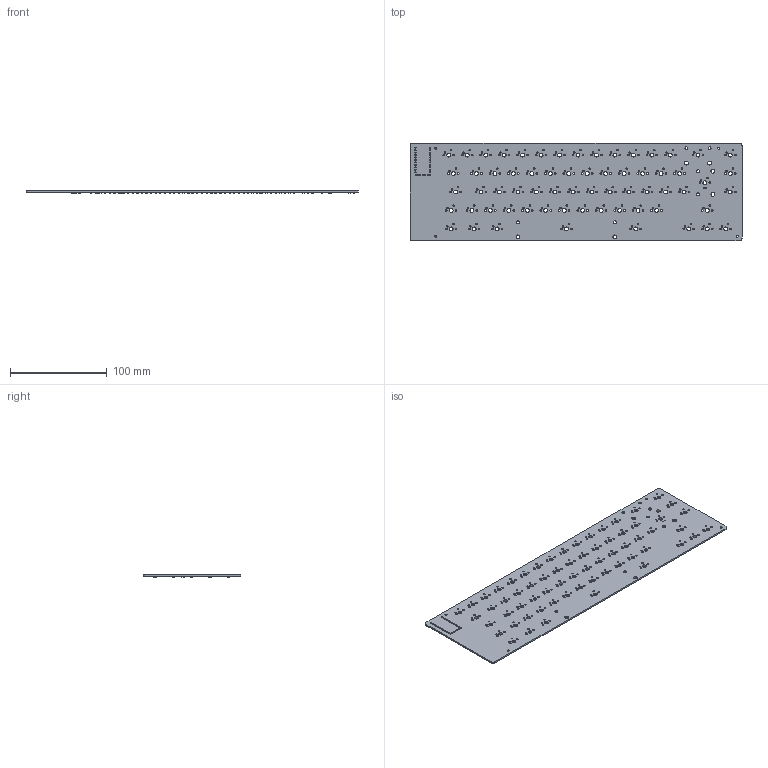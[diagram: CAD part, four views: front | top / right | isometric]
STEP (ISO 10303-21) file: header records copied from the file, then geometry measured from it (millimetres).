
FILE_DESCRIPTION(('KiCad electronic assembly'),'2;1');
FILE_NAME('rabbitholev21.step','2021-03-29T14:42:52',('An Author'),( 'A Company'),'Open CASCADE STEP processor 6.9', 'KiCad to STEP converter','Unknown');
FILE_SCHEMA(('AUTOMOTIVE_DESIGN { 1 0 10303 214 1 1 1 1 }'));
Length unit declared in the file: millimetre
Products named in the file (4): Open CASCADE STEP translator 6.9 1; D_SOD-123; SOLID; COMPOUND
Assembly tree (67 placements, depth 3):
  Open CASCADE STEP translator 6.9 1
    D_SOD-123  x65
      SOLID
    COMPOUND
Bounding box: 342.58 x 100.33 x 2.9 mm (x, y, z)
Volume: 52891.5 mm3; surface area: 72280.6 mm2
Topology: 66 solids, 66 shells, 4744 faces, 11301 edges, 6754 vertices
Faces by surface type: plane 2158, bspline 1690, cylinder 896
Full cylindrical faces by diameter (mm): 1.04 x2, 1.092 x29, 1.47 x130, 1.75 x130, 2.2 x4, 3.048 x6, 3.988 x71
Entity records: 35002 total; most frequent: DIRECTION 5629, CARTESIAN_POINT 5545, ORIENTED_EDGE 2634, PCURVE 2634, DEFINITIONAL_REPRESENTATION 2634, LINE 2337, VECTOR 2337, CIRCLE 1528
